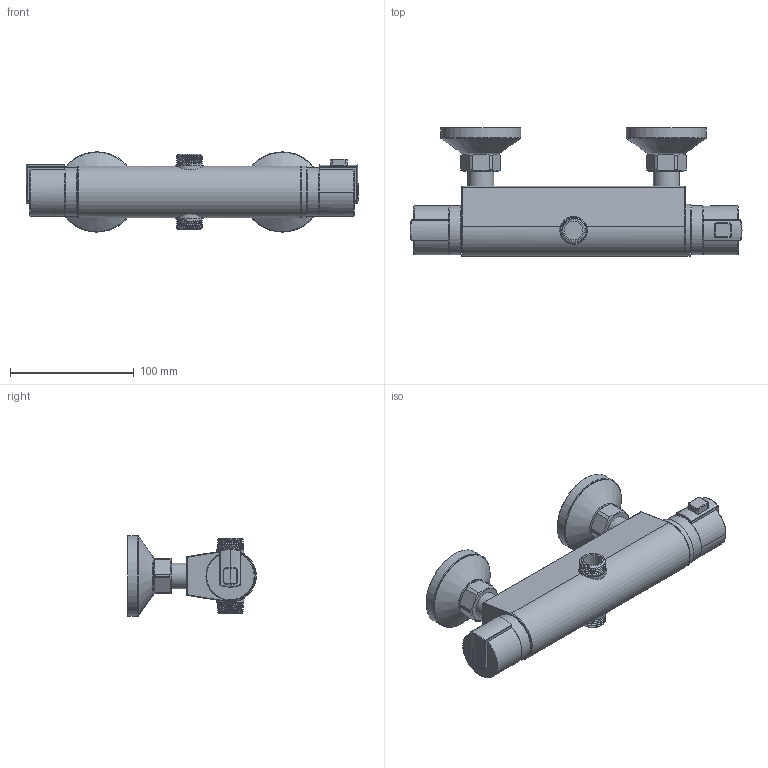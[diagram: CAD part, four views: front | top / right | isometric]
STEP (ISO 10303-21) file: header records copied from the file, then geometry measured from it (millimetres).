
FILE_DESCRIPTION(('HOOPS Exchange Step'),'2;1');
FILE_NAME('temp_export','2024-02-20T17:19:28+01:00',('CiBrutta'),('Shapr3D Limited'),'HOOPS Exchange 2023.2','Shapr3D','Authorized');
FILE_SCHEMA( ('AUTOMOTIVE_DESIGN { 1 0 10303 214 1 1 1 1 }') );
Length unit declared in the file: millimetre
Products named in the file (26): Importato 134; ATMA405C001; Importato 136; SSRMAC0005; Importato 138; Importato 139; SSRMAC0006; Importato 141; Importato 142; SVGMAC0005; Importato 144; SFEMAC0001; Importato 146; A_MA005C007; Importato 148; A_MA005C008; Importato 151; SRSMAC0003; Importato 153; SPRMAA0003; ATMA405_003; WLS6302.stp; root
Assembly tree (25 placements, depth 6):
  root
    WLS6302.stp
      ATMA405_003
        ATMA405C001
          Importato 134
        SSRMAC0005
          Importato 136
        SSRMAC0005
          Importato 138
        SSRMAC0006
          Importato 139
        SSRMAC0006
          Importato 141
        SVGMAC0005
          Importato 142
        SFEMAC0001
          Importato 144
        A_MA005C007
          Importato 146
        A_MA005C008
          Importato 148
        SPRMAA0003
          SRSMAC0003
            Importato 151
          SRSMAC0003
            Importato 153
Bounding box: 268.4 x 104 x 65 mm (x, y, z)
Volume: 329430.7 mm3; surface area: 118636.6 mm2
Topology: 14 solids, 19 shells, 730 faces, 2077 edges, 1411 vertices
Faces by surface type: cylinder 314, plane 295, bspline 53, cone 38, torus 22, sphere 8
Full cylindrical faces by diameter (mm): 5.2 x1, 6 x8, 12 x2, 14 x2, 15 x2, 15.5 x2, 16.3 x2, 17 x4, 17.7 x2, 18 x2, 18.5 x2, 19.3 x2, 20.8 x6, 21 x2, 21.5 x2, 22 x2, 22.4 x2, 24 x2, 24.5 x10, 25 x2, 26.4 x2, 27 x2, 27.4 x2, 27.5 x1, 29 x1, 29.65 x1, 31.65 x1, 31.7 x1, 32.65 x1, 33 x1
Entity records: 51301 total; most frequent: CARTESIAN_POINT 31739, ORIENTED_EDGE 4138, DIRECTION 3927, EDGE_CURVE 2077, AXIS2_PLACEMENT_3D 1504, VERTEX_POINT 1411, VECTOR 919, LINE 919
